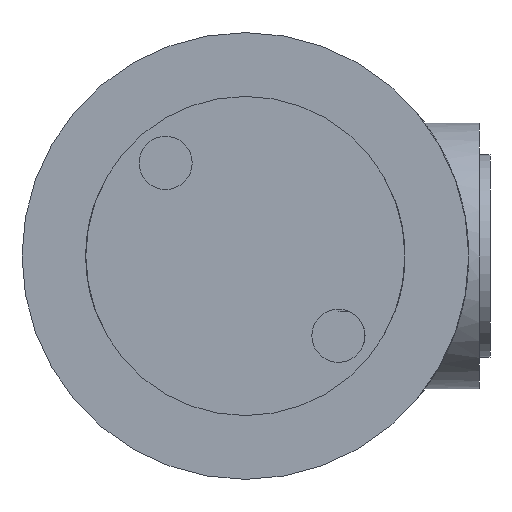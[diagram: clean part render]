
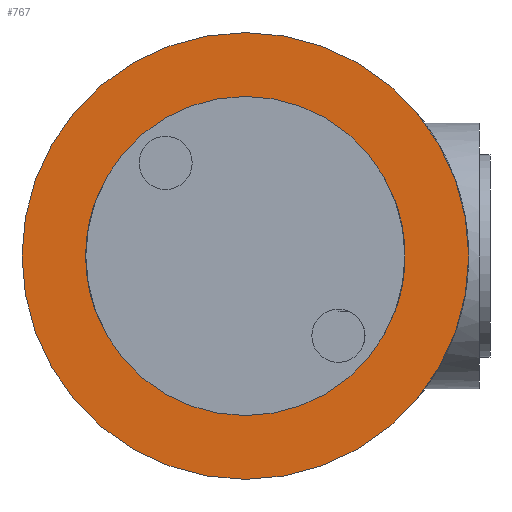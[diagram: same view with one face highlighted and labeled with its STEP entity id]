
A CAD part, front view. The second image highlights one B-rep face of the part: STEP entity #767.
In plain terms, the highlighted planar face has unit normal (0, -1, 0).
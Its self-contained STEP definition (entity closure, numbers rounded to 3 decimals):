
#20 = AXIS2_PLACEMENT_3D ( 'NONE', #1284, #292, #27 ) ;
#27 = DIRECTION ( 'NONE',  ( 0., 0., 1. ) ) ;
#59 = CARTESIAN_POINT ( 'NONE',  ( 0., 7.56, 0. ) ) ;
#80 = AXIS2_PLACEMENT_3D ( 'NONE', #390, #1374, #148 ) ;
#118 = EDGE_LOOP ( 'NONE', ( #1482, #531 ) ) ;
#122 = AXIS2_PLACEMENT_3D ( 'NONE', #59, #1217, #1338 ) ;
#148 = DIRECTION ( 'NONE',  ( 0., 0., 1. ) ) ;
#159 = ORIENTED_EDGE ( 'NONE', *, *, #848, .T. ) ;
#223 = CARTESIAN_POINT ( 'NONE',  ( 0., 7.56, -12.7 ) ) ;
#231 = EDGE_CURVE ( 'NONE', #555, #1625, #840, .T. ) ;
#249 = DIRECTION ( 'NONE',  ( 0., 0., 1. ) ) ;
#292 = DIRECTION ( 'NONE',  ( 0., 1., 0. ) ) ;
#317 = CARTESIAN_POINT ( 'NONE',  ( 0., 7.56, 0. ) ) ;
#357 = ORIENTED_EDGE ( 'NONE', *, *, #231, .T. ) ;
#390 = CARTESIAN_POINT ( 'NONE',  ( 0., 7.56, 0. ) ) ;
#502 = VERTEX_POINT ( 'NONE', #1092 ) ;
#528 = CIRCLE ( 'NONE', #1459, 21. ) ;
#531 = ORIENTED_EDGE ( 'NONE', *, *, #1413, .F. ) ;
#555 = VERTEX_POINT ( 'NONE', #223 ) ;
#609 = FACE_BOUND ( 'NONE', #1062, .T. ) ;
#686 = DIRECTION ( 'NONE',  ( 0., 0., 1. ) ) ;
#736 = FACE_OUTER_BOUND ( 'NONE', #118, .T. ) ;
#767 = ADVANCED_FACE ( 'NONE', ( #736, #609 ), #1629, .F. ) ;
#840 = CIRCLE ( 'NONE', #122, 12.7 ) ;
#848 = EDGE_CURVE ( 'NONE', #1625, #555, #876, .T. ) ;
#867 = CARTESIAN_POINT ( 'NONE',  ( 0., 7.56, 0. ) ) ;
#876 = CIRCLE ( 'NONE', #1619, 12.7 ) ;
#954 = DIRECTION ( 'NONE',  ( 0., 1., 0. ) ) ;
#1062 = EDGE_LOOP ( 'NONE', ( #357, #159 ) ) ;
#1092 = CARTESIAN_POINT ( 'NONE',  ( 0., 7.56, -21. ) ) ;
#1140 = CARTESIAN_POINT ( 'NONE',  ( 0., 7.56, 12.7 ) ) ;
#1217 = DIRECTION ( 'NONE',  ( 0., 1., 0. ) ) ;
#1246 = DIRECTION ( 'NONE',  ( 0., 1., 0. ) ) ;
#1284 = CARTESIAN_POINT ( 'NONE',  ( 0., 7.56, 0. ) ) ;
#1338 = DIRECTION ( 'NONE',  ( 0., 0., 1. ) ) ;
#1374 = DIRECTION ( 'NONE',  ( 0., 1., 0. ) ) ;
#1413 = EDGE_CURVE ( 'NONE', #1455, #502, #528, .T. ) ;
#1455 = VERTEX_POINT ( 'NONE', #1495 ) ;
#1459 = AXIS2_PLACEMENT_3D ( 'NONE', #867, #1246, #249 ) ;
#1482 = ORIENTED_EDGE ( 'NONE', *, *, #1562, .F. ) ;
#1485 = CIRCLE ( 'NONE', #80, 21. ) ;
#1495 = CARTESIAN_POINT ( 'NONE',  ( 0., 7.56, 21. ) ) ;
#1562 = EDGE_CURVE ( 'NONE', #502, #1455, #1485, .T. ) ;
#1619 = AXIS2_PLACEMENT_3D ( 'NONE', #317, #954, #686 ) ;
#1625 = VERTEX_POINT ( 'NONE', #1140 ) ;
#1629 = PLANE ( 'NONE',  #20 ) ;
